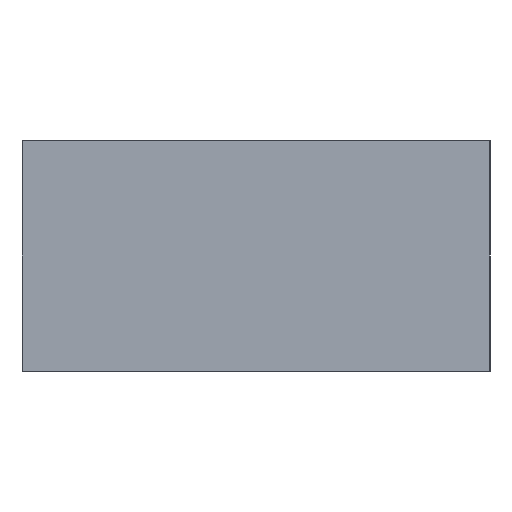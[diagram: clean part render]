
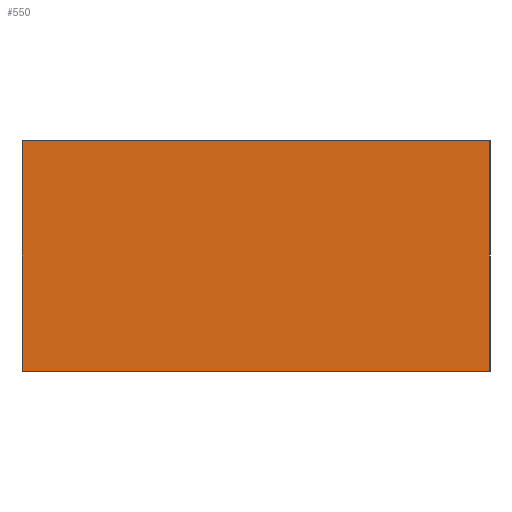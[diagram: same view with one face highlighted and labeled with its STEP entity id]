
A CAD part, left-side view. The second image highlights one B-rep face of the part: STEP entity #550.
In plain terms, the highlighted planar face has unit normal (-1, 0, 0).
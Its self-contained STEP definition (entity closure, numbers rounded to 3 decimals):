
#34=LINE('',#1002,#65);
#50=LINE('',#1099,#81);
#53=LINE('',#1106,#84);
#55=LINE('',#1109,#86);
#65=VECTOR('',#707,10.);
#81=VECTOR('',#789,10.);
#84=VECTOR('',#796,10.);
#86=VECTOR('',#800,10.);
#98=PLANE('',#632);
#144=FACE_OUTER_BOUND('',#177,.T.);
#177=EDGE_LOOP('',(#506,#507,#508,#509));
#248=VERTEX_POINT('',#996);
#250=VERTEX_POINT('',#1000);
#268=VERTEX_POINT('',#1097);
#270=VERTEX_POINT('',#1105);
#312=EDGE_CURVE('',#248,#250,#34,.T.);
#346=EDGE_CURVE('',#268,#250,#50,.T.);
#349=EDGE_CURVE('',#270,#248,#53,.T.);
#351=EDGE_CURVE('',#268,#270,#55,.T.);
#506=ORIENTED_EDGE('',*,*,#312,.T.);
#507=ORIENTED_EDGE('',*,*,#346,.F.);
#508=ORIENTED_EDGE('',*,*,#351,.T.);
#509=ORIENTED_EDGE('',*,*,#349,.T.);
#550=ADVANCED_FACE('',(#144),#98,.T.);
#632=AXIS2_PLACEMENT_3D('',#1108,#798,#799);
#707=DIRECTION('',(0.,1.,0.));
#789=DIRECTION('',(0.,0.,1.));
#796=DIRECTION('',(0.,0.,1.));
#798=DIRECTION('center_axis',(-1.,0.,0.));
#799=DIRECTION('ref_axis',(0.,-1.,0.));
#800=DIRECTION('',(0.,-1.,0.));
#996=CARTESIAN_POINT('',(51.1,-297.942,48.175));
#1000=CARTESIAN_POINT('',(51.1,-236.942,48.175));
#1002=CARTESIAN_POINT('',(51.1,-252.192,48.175));
#1097=CARTESIAN_POINT('',(51.1,-236.942,18.175));
#1099=CARTESIAN_POINT('',(51.1,-236.942,18.175));
#1105=CARTESIAN_POINT('',(51.1,-297.942,18.175));
#1106=CARTESIAN_POINT('',(51.1,-297.942,18.175));
#1108=CARTESIAN_POINT('Origin',(51.1,-236.942,18.175));
#1109=CARTESIAN_POINT('',(51.1,-236.942,18.175));
